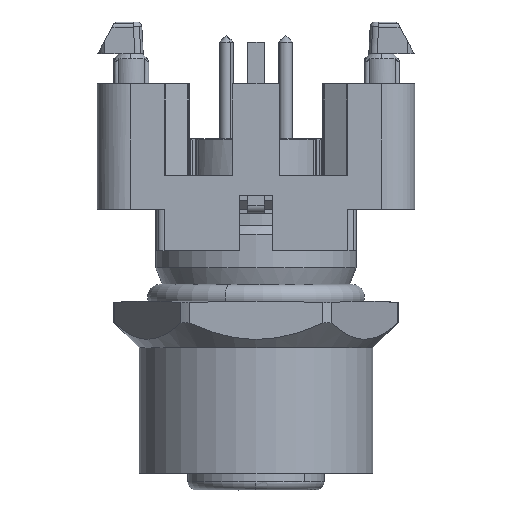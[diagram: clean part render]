
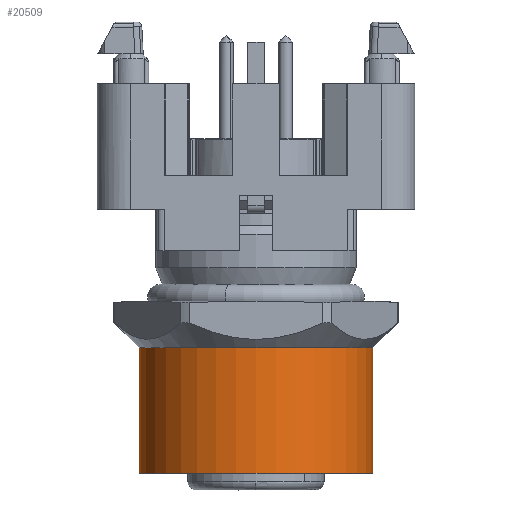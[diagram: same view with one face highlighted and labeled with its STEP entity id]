
A CAD part, front view. The second image highlights one B-rep face of the part: STEP entity #20509.
In plain terms, the highlighted cylindrical face has radius 7 mm (diameter 14 mm), a partial arc.
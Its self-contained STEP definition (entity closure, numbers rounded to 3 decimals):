
#20467=AXIS2_PLACEMENT_3D('Circle Axis2P3D',#20465,#20466,$) ;
#20482=AXIS2_PLACEMENT_3D('Cylinder Axis2P3D',#20479,#20480,#20481) ;
#20500=AXIS2_PLACEMENT_3D('Circle Axis2P3D',#20498,#20499,$) ;
#20460=CARTESIAN_POINT('Vertex',(2.5,8.5,8.5)) ;
#20462=CARTESIAN_POINT('Vertex',(16.5,8.5,8.5)) ;
#20465=CARTESIAN_POINT('Axis2P3D Location',(9.5,8.5,8.5)) ;
#20479=CARTESIAN_POINT('Axis2P3D Location',(9.5,8.5,4.75)) ;
#20484=CARTESIAN_POINT('Line Origine',(16.5,8.5,4.75)) ;
#20488=CARTESIAN_POINT('Vertex',(16.5,8.5,1.)) ;
#20491=CARTESIAN_POINT('Line Origine',(2.5,8.5,4.75)) ;
#20495=CARTESIAN_POINT('Vertex',(2.5,8.5,1.)) ;
#20498=CARTESIAN_POINT('Axis2P3D Location',(9.5,8.5,1.)) ;
#20466=DIRECTION('Axis2P3D Direction',(0.,0.,-1.)) ;
#20480=DIRECTION('Axis2P3D Direction',(0.,0.,-1.)) ;
#20481=DIRECTION('Axis2P3D XDirection',(1.,0.,0.)) ;
#20485=DIRECTION('Vector Direction',(0.,0.,-1.)) ;
#20492=DIRECTION('Vector Direction',(0.,0.,-1.)) ;
#20499=DIRECTION('Axis2P3D Direction',(0.,0.,-1.)) ;
#20486=VECTOR('Line Direction',#20485,1.) ;
#20493=VECTOR('Line Direction',#20492,1.) ;
#20504=ORIENTED_EDGE('',*,*,#20490,.T.) ;
#20505=ORIENTED_EDGE('',*,*,#20469,.T.) ;
#20506=ORIENTED_EDGE('',*,*,#20497,.T.) ;
#20507=ORIENTED_EDGE('',*,*,#20502,.F.) ;
#20509=ADVANCED_FACE('V2',(#20508),#20483,.T.) ;
#20468=CIRCLE('generated circle',#20467,7.) ;
#20501=CIRCLE('generated circle',#20500,7.) ;
#20483=CYLINDRICAL_SURFACE('generated cylinder',#20482,7.) ;
#20469=EDGE_CURVE('',#20463,#20461,#20468,.T.) ;
#20490=EDGE_CURVE('',#20489,#20463,#20487,.F.) ;
#20497=EDGE_CURVE('',#20461,#20496,#20494,.T.) ;
#20502=EDGE_CURVE('',#20489,#20496,#20501,.T.) ;
#20503=EDGE_LOOP('',(#20504,#20505,#20506,#20507)) ;
#20508=FACE_OUTER_BOUND('',#20503,.T.) ;
#20487=LINE('Line',#20484,#20486) ;
#20494=LINE('Line',#20491,#20493) ;
#20461=VERTEX_POINT('',#20460) ;
#20463=VERTEX_POINT('',#20462) ;
#20489=VERTEX_POINT('',#20488) ;
#20496=VERTEX_POINT('',#20495) ;
